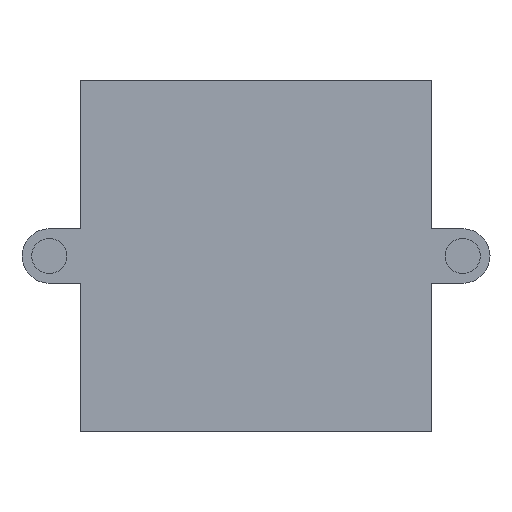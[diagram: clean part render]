
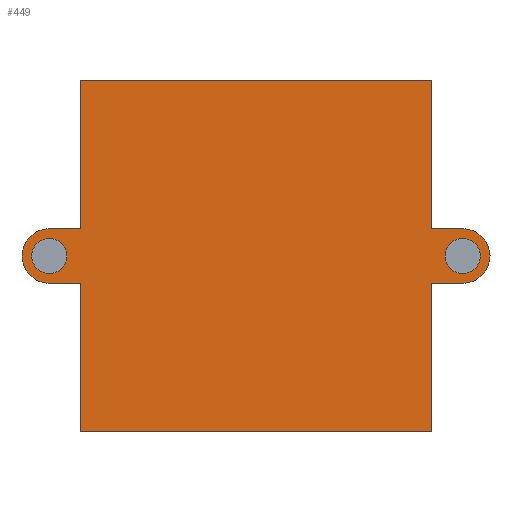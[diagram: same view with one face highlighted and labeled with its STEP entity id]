
A CAD part, front view. The second image highlights one B-rep face of the part: STEP entity #449.
In plain terms, the highlighted planar face has unit normal (0, -1, 0).
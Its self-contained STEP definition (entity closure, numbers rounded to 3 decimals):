
#16=FACE_BOUND('',#85,.T.);
#17=FACE_BOUND('',#86,.T.);
#33=PLANE('',#506);
#58=FACE_OUTER_BOUND('',#84,.T.);
#84=EDGE_LOOP('',(#377,#378,#379,#380,#381,#382,#383,#384,#385,#386,#387,
#388));
#85=EDGE_LOOP('',(#389));
#86=EDGE_LOOP('',(#390));
#102=LINE('',#668,#150);
#107=LINE('',#682,#155);
#111=LINE('',#691,#159);
#116=LINE('',#705,#164);
#120=LINE('',#713,#168);
#124=LINE('',#720,#172);
#125=LINE('',#723,#173);
#129=LINE('',#730,#177);
#134=LINE('',#741,#182);
#135=LINE('',#742,#183);
#150=VECTOR('',#550,10.);
#155=VECTOR('',#563,10.);
#159=VECTOR('',#571,10.);
#164=VECTOR('',#584,10.);
#168=VECTOR('',#592,10.);
#172=VECTOR('',#596,10.);
#173=VECTOR('',#599,10.);
#177=VECTOR('',#603,10.);
#182=VECTOR('',#612,10.);
#183=VECTOR('',#613,10.);
#198=CIRCLE('',#484,2.25);
#200=CIRCLE('',#488,2.25);
#202=CIRCLE('',#493,3.5);
#204=CIRCLE('',#499,3.5);
#210=VERTEX_POINT('',#652);
#212=VERTEX_POINT('',#659);
#214=VERTEX_POINT('',#666);
#215=VERTEX_POINT('',#667);
#218=VERTEX_POINT('',#675);
#220=VERTEX_POINT('',#681);
#222=VERTEX_POINT('',#689);
#223=VERTEX_POINT('',#690);
#226=VERTEX_POINT('',#698);
#228=VERTEX_POINT('',#704);
#230=VERTEX_POINT('',#712);
#233=VERTEX_POINT('',#718);
#234=VERTEX_POINT('',#722);
#237=VERTEX_POINT('',#728);
#252=EDGE_CURVE('',#210,#210,#198,.T.);
#255=EDGE_CURVE('',#212,#212,#200,.T.);
#258=EDGE_CURVE('',#214,#215,#102,.T.);
#262=EDGE_CURVE('',#215,#218,#202,.T.);
#265=EDGE_CURVE('',#218,#220,#107,.T.);
#269=EDGE_CURVE('',#222,#223,#111,.T.);
#273=EDGE_CURVE('',#223,#226,#204,.T.);
#276=EDGE_CURVE('',#226,#228,#116,.T.);
#280=EDGE_CURVE('',#230,#214,#120,.T.);
#284=EDGE_CURVE('',#220,#233,#124,.T.);
#285=EDGE_CURVE('',#234,#222,#125,.T.);
#289=EDGE_CURVE('',#228,#237,#129,.T.);
#294=EDGE_CURVE('',#233,#234,#134,.T.);
#295=EDGE_CURVE('',#237,#230,#135,.T.);
#377=ORIENTED_EDGE('',*,*,#294,.T.);
#378=ORIENTED_EDGE('',*,*,#285,.T.);
#379=ORIENTED_EDGE('',*,*,#269,.T.);
#380=ORIENTED_EDGE('',*,*,#273,.T.);
#381=ORIENTED_EDGE('',*,*,#276,.T.);
#382=ORIENTED_EDGE('',*,*,#289,.T.);
#383=ORIENTED_EDGE('',*,*,#295,.T.);
#384=ORIENTED_EDGE('',*,*,#280,.T.);
#385=ORIENTED_EDGE('',*,*,#258,.T.);
#386=ORIENTED_EDGE('',*,*,#262,.T.);
#387=ORIENTED_EDGE('',*,*,#265,.T.);
#388=ORIENTED_EDGE('',*,*,#284,.T.);
#389=ORIENTED_EDGE('',*,*,#252,.T.);
#390=ORIENTED_EDGE('',*,*,#255,.T.);
#449=ADVANCED_FACE('',(#58,#16,#17),#33,.T.);
#484=AXIS2_PLACEMENT_3D('',#653,#532,#533);
#488=AXIS2_PLACEMENT_3D('',#660,#541,#542);
#493=AXIS2_PLACEMENT_3D('',#676,#556,#557);
#499=AXIS2_PLACEMENT_3D('',#699,#577,#578);
#506=AXIS2_PLACEMENT_3D('',#740,#610,#611);
#532=DIRECTION('center_axis',(0.,1.,0.));
#533=DIRECTION('ref_axis',(1.,0.,0.));
#541=DIRECTION('center_axis',(0.,1.,0.));
#542=DIRECTION('ref_axis',(1.,0.,0.));
#550=DIRECTION('',(-1.,0.,0.));
#556=DIRECTION('center_axis',(0.,-1.,0.));
#557=DIRECTION('ref_axis',(0.,0.,1.));
#563=DIRECTION('',(1.,0.,0.));
#571=DIRECTION('',(1.,0.,0.));
#577=DIRECTION('center_axis',(0.,-1.,0.));
#578=DIRECTION('ref_axis',(0.,0.,-1.));
#584=DIRECTION('',(-1.,0.,0.));
#592=DIRECTION('',(0.,0.,-1.));
#596=DIRECTION('',(0.,0.,-1.));
#599=DIRECTION('',(0.,0.,1.));
#603=DIRECTION('',(0.,0.,1.));
#610=DIRECTION('center_axis',(0.,-1.,0.));
#611=DIRECTION('ref_axis',(0.,0.,-1.));
#612=DIRECTION('',(1.,0.,0.));
#613=DIRECTION('',(-1.,0.,0.));
#652=CARTESIAN_POINT('',(-18.6,-2.,-13.108));
#653=CARTESIAN_POINT('Origin',(-16.35,-2.,-13.108));
#659=CARTESIAN_POINT('',(34.4,-2.,-13.108));
#660=CARTESIAN_POINT('Origin',(36.65,-2.,-13.108));
#666=CARTESIAN_POINT('',(-12.35,-2.,-9.608));
#667=CARTESIAN_POINT('',(-16.35,-2.,-9.608));
#668=CARTESIAN_POINT('',(36.65,-2.,-9.608));
#675=CARTESIAN_POINT('',(-16.35,-2.,-16.608));
#676=CARTESIAN_POINT('Origin',(-16.35,-2.,-13.108));
#681=CARTESIAN_POINT('',(-12.35,-2.,-16.608));
#682=CARTESIAN_POINT('',(-16.35,-2.,-16.608));
#689=CARTESIAN_POINT('',(32.65,-2.,-16.608));
#690=CARTESIAN_POINT('',(36.65,-2.,-16.608));
#691=CARTESIAN_POINT('',(-16.35,-2.,-16.608));
#698=CARTESIAN_POINT('',(36.65,-2.,-9.608));
#699=CARTESIAN_POINT('Origin',(36.65,-2.,-13.108));
#704=CARTESIAN_POINT('',(32.65,-2.,-9.608));
#705=CARTESIAN_POINT('',(36.65,-2.,-9.608));
#712=CARTESIAN_POINT('',(-12.35,-2.,9.392));
#713=CARTESIAN_POINT('',(-12.35,-2.,9.392));
#718=CARTESIAN_POINT('',(-12.35,-2.,-35.608));
#720=CARTESIAN_POINT('',(-12.35,-2.,9.392));
#722=CARTESIAN_POINT('',(32.65,-2.,-35.608));
#723=CARTESIAN_POINT('',(32.65,-2.,-35.608));
#728=CARTESIAN_POINT('',(32.65,-2.,9.392));
#730=CARTESIAN_POINT('',(32.65,-2.,-35.608));
#740=CARTESIAN_POINT('Origin',(10.15,-2.,-13.108));
#741=CARTESIAN_POINT('',(-12.35,-2.,-35.608));
#742=CARTESIAN_POINT('',(32.65,-2.,9.392));
